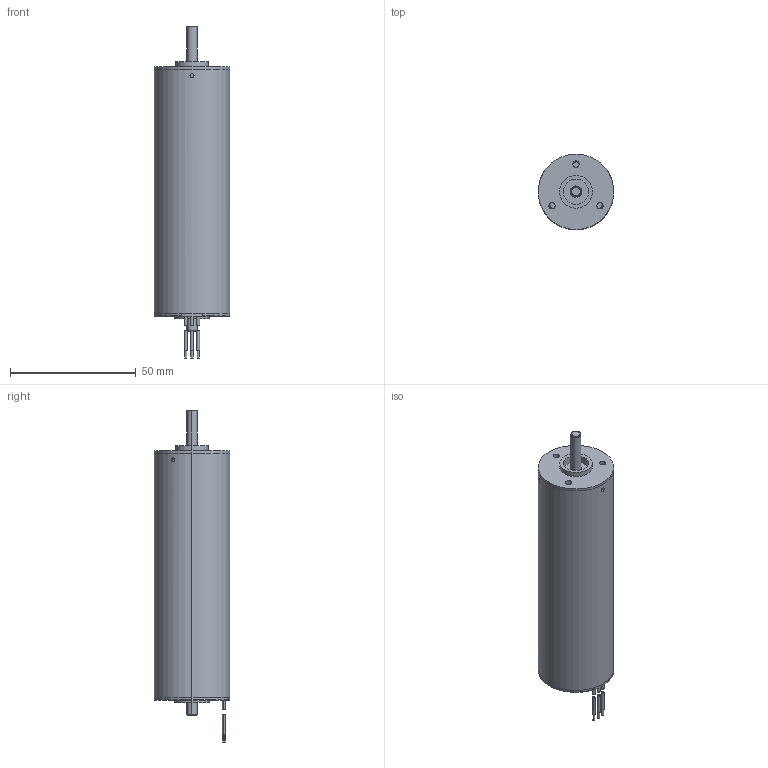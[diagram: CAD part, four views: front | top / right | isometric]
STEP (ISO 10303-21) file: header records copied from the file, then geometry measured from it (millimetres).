
FILE_DESCRIPTION (( 'STEP AP203' ), '1' );
FILE_NAME ('approval 255509901.STEP', '2025-07-15T03:00:20', ( 'China' ), ( 'Microsoft' ), 'SwSTEP 2.0', 'SolidWorks 2018', '' );
FILE_SCHEMA (( 'CONFIG_CONTROL_DESIGN' ));
Length unit declared in the file: millimetre
Products named in the file (1): approval 255509901
Bounding box: 30 x 30 x 131.85 mm (x, y, z)
Volume: 64780.9 mm3; surface area: 233326 mm2
Topology: 434 solids, 434 shells, 3089 faces, 6459 edges, 4235 vertices
Faces by surface type: cylinder 2044, plane 943, torus 54, sphere 38, bspline 6, cone 4
Entity records: 86717 total; most frequent: DIRECTION 16756, CARTESIAN_POINT 15558, ORIENTED_EDGE 12842, AXIS2_PLACEMENT_3D 7295, EDGE_CURVE 6421, VERTEX_POINT 4225, CIRCLE 4211, EDGE_LOOP 3958
